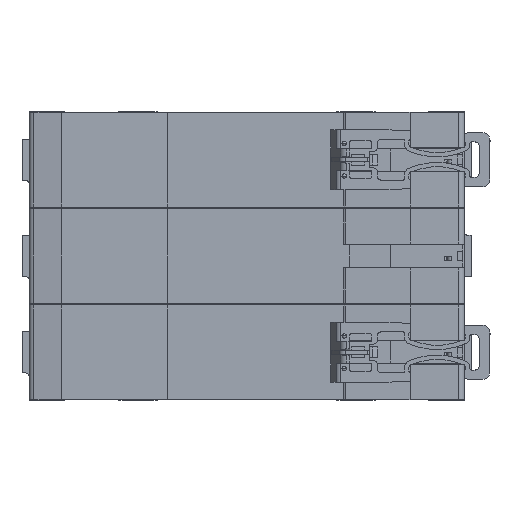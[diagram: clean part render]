
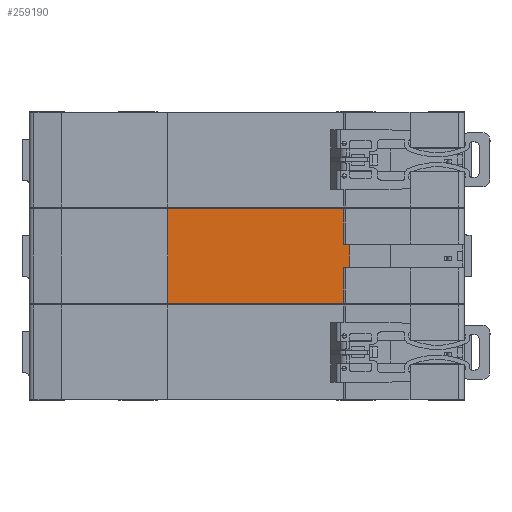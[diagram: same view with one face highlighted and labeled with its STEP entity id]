
A CAD part, front view. The second image highlights one B-rep face of the part: STEP entity #259190.
In plain terms, the highlighted planar face has unit normal (0, -1, 0).
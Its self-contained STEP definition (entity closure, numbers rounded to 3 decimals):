
#38730=CARTESIAN_POINT('',(22.5,5.5,-8.7));
#38740=VERTEX_POINT('',#38730);
#38770=CARTESIAN_POINT('',(30.148,5.5,-8.7));
#38780=DIRECTION('',(1.,0.,0.));
#38790=VECTOR('',#38780,1.);
#38800=LINE('',#38770,#38790);
#38810=CARTESIAN_POINT('',(57.8,5.5,-8.7));
#38820=VERTEX_POINT('',#38810);
#38830=EDGE_CURVE('',#38740,#38820,#38800,.T.);
#70600=CARTESIAN_POINT('',(57.8,5.5,-8.7));
#70610=DIRECTION('',(0.,0.,-1.));
#70620=VECTOR('',#70610,1.);
#70630=LINE('',#70600,#70620);
#70640=CARTESIAN_POINT('',(57.8,5.5,-2.1));
#70650=VERTEX_POINT('',#70640);
#70660=EDGE_CURVE('',#70650,#38820,#70630,.T.);
#72130=CARTESIAN_POINT('',(58.9,5.5,-2.1));
#72140=VERTEX_POINT('',#72130);
#72410=CARTESIAN_POINT('',(30.148,5.5,-2.1));
#72420=DIRECTION('',(-1.,0.,0.));
#72430=VECTOR('',#72420,1.);
#72440=LINE('',#72410,#72430);
#72450=EDGE_CURVE('',#72140,#70650,#72440,.T.);
#178260=CARTESIAN_POINT('',(58.9,5.5,-8.7));
#178270=DIRECTION('',(0.,0.,-1.));
#178280=VECTOR('',#178270,1.);
#178290=LINE('',#178260,#178280);
#178300=CARTESIAN_POINT('',(58.9,5.5,2.1));
#178310=VERTEX_POINT('',#178300);
#178320=EDGE_CURVE('',#178310,#72140,#178290,.T.);
#192940=CARTESIAN_POINT('',(22.5,5.5,8.7));
#192950=VERTEX_POINT('',#192940);
#192980=CARTESIAN_POINT('',(22.5,5.5,-57.2));
#192990=DIRECTION('',(0.,0.,-1.));
#193000=VECTOR('',#192990,1.);
#193010=LINE('',#192980,#193000);
#193020=EDGE_CURVE('',#192950,#38740,#193010,.T.);
#258480=CARTESIAN_POINT('',(30.148,5.5,
2.1));
#258490=DIRECTION('',(1.,0.,0.));
#258500=VECTOR('',#258490,1.);
#258510=LINE('',#258480,#258500);
#258520=CARTESIAN_POINT('',(57.8,5.5,
2.1));
#258530=VERTEX_POINT('',#258520);
#258540=EDGE_CURVE('',#258530,#178310,#258510,.T.);
#258920=CARTESIAN_POINT('',(40.768,5.5,
8.7));
#258930=DIRECTION('',(-0.,-1.,-0.));
#258940=DIRECTION('',(-1.,0.,0.));
#258950=AXIS2_PLACEMENT_3D('',#258920,#258930,#258940);
#258960=PLANE('',#258950);
#258970=ORIENTED_EDGE('',*,*,#72450,.F.);
#258980=ORIENTED_EDGE('',*,*,#70660,.F.);
#258990=ORIENTED_EDGE('',*,*,#38830,.T.);
#259000=ORIENTED_EDGE('',*,*,#193020,.T.);
#259010=CARTESIAN_POINT('',(30.148,5.5,
8.7));
#259020=DIRECTION('',(-1.,0.,0.));
#259030=VECTOR('',#259020,1.);
#259040=LINE('',#259010,#259030);
#259050=CARTESIAN_POINT('',(57.8,5.5,
8.7));
#259060=VERTEX_POINT('',#259050);
#259070=EDGE_CURVE('',#259060,#192950,#259040,.T.);
#259080=ORIENTED_EDGE('',*,*,#259070,.T.);
#259090=CARTESIAN_POINT('',(57.8,5.5,
-57.2));
#259100=DIRECTION('',(0.,0.,-1.));
#259110=VECTOR('',#259100,1.);
#259120=LINE('',#259090,#259110);
#259130=EDGE_CURVE('',#259060,#258530,#259120,.T.);
#259140=ORIENTED_EDGE('',*,*,#259130,.F.);
#259150=ORIENTED_EDGE('',*,*,#258540,.F.);
#259160=ORIENTED_EDGE('',*,*,#178320,.F.);
#259170=EDGE_LOOP('',(#259160,#259150,#259140,#259080,#259000,#258990,
#258980,#258970));
#259180=FACE_OUTER_BOUND('',#259170,.T.);
#259190=ADVANCED_FACE('',(#259180),#258960,.T.);
